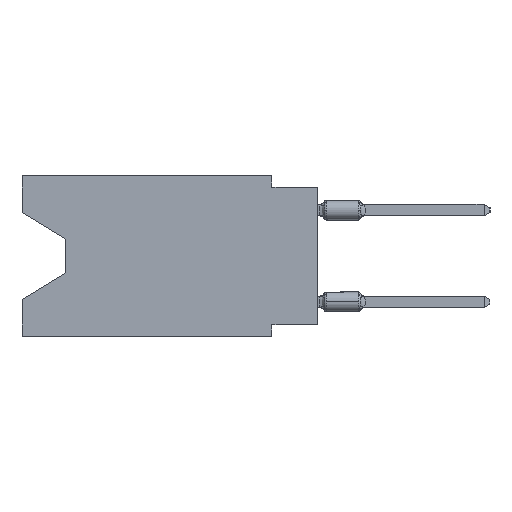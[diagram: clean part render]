
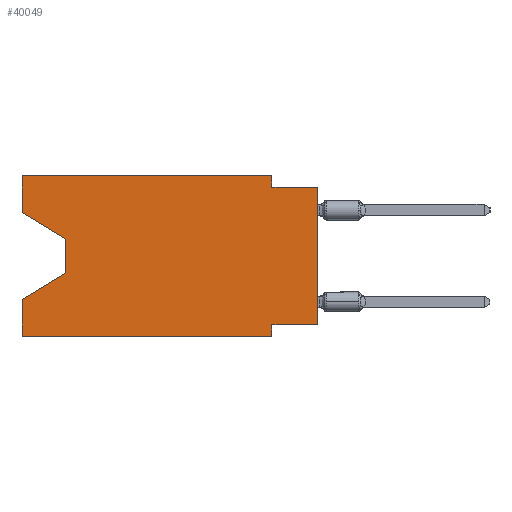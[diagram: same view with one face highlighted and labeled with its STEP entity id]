
A CAD part, left-side view. The second image highlights one B-rep face of the part: STEP entity #40049.
In plain terms, the highlighted planar face has unit normal (-1, 0, 0).
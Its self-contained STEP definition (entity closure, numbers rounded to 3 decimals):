
#654 = CARTESIAN_POINT ( 'NONE',  ( 0., 0., -8.255 ) ) ;
#811 = CARTESIAN_POINT ( 'NONE',  ( 0., 13.97, -3.505 ) ) ;
#1002 = ORIENTED_EDGE ( 'NONE', *, *, #30546, .F. ) ;
#1051 = ORIENTED_EDGE ( 'NONE', *, *, #30195, .T. ) ;
#1326 = CARTESIAN_POINT ( 'NONE',  ( 0., 16.383, 0. ) ) ;
#1570 = ORIENTED_EDGE ( 'NONE', *, *, #32413, .T. ) ;
#2242 = VECTOR ( 'NONE', #3257, 1000. ) ;
#2710 = VERTEX_POINT ( 'NONE', #34402 ) ;
#3257 = DIRECTION ( 'NONE',  ( 0., 1., 0. ) ) ;
#3606 = EDGE_CURVE ( 'NONE', #44789, #25482, #31483, .T. ) ;
#3663 = DIRECTION ( 'NONE',  ( 0., 0., -1. ) ) ;
#3835 = VECTOR ( 'NONE', #7979, 1000. ) ;
#4670 = ORIENTED_EDGE ( 'NONE', *, *, #45495, .T. ) ;
#5910 = CARTESIAN_POINT ( 'NONE',  ( 0., 16.383, 0. ) ) ;
#6687 = PLANE ( 'NONE',  #43087 ) ;
#6926 = CARTESIAN_POINT ( 'NONE',  ( 0., 0., -0.635 ) ) ;
#7979 = DIRECTION ( 'NONE',  ( 0., 0., -1. ) ) ;
#8150 = DIRECTION ( 'NONE',  ( 0., 0., 1. ) ) ;
#8245 = VERTEX_POINT ( 'NONE', #50493 ) ;
#8514 = DIRECTION ( 'NONE',  ( 0., 0., 1. ) ) ;
#8635 = LINE ( 'NONE', #25289, #44901 ) ;
#9398 = CARTESIAN_POINT ( 'NONE',  ( 0., 16.383, 0. ) ) ;
#10154 = EDGE_LOOP ( 'NONE', ( #23063, #4670, #1570, #52115, #16405, #1002, #16721, #1051, #32052, #10976, #48482, #48904 ) ) ;
#10210 = VERTEX_POINT ( 'NONE', #47175 ) ;
#10976 = ORIENTED_EDGE ( 'NONE', *, *, #20729, .F. ) ;
#11462 = CARTESIAN_POINT ( 'NONE',  ( 0., 16.383, -6.852 ) ) ;
#11578 = VECTOR ( 'NONE', #14315, 1000. ) ;
#12100 = EDGE_CURVE ( 'NONE', #50164, #8245, #8635, .T. ) ;
#12526 = LINE ( 'NONE', #29474, #43247 ) ;
#13082 = CARTESIAN_POINT ( 'NONE',  ( 0., 13.97, -5.385 ) ) ;
#13144 = LINE ( 'NONE', #9398, #34084 ) ;
#14189 = DIRECTION ( 'NONE',  ( 0., -1., 0. ) ) ;
#14315 = DIRECTION ( 'NONE',  ( 0., 0., -1. ) ) ;
#16405 = ORIENTED_EDGE ( 'NONE', *, *, #12100, .T. ) ;
#16420 = DIRECTION ( 'NONE',  ( 0., -1., 0. ) ) ;
#16721 = ORIENTED_EDGE ( 'NONE', *, *, #3606, .F. ) ;
#16855 = DIRECTION ( 'NONE',  ( 0., 0.855, -0.519 ) ) ;
#19541 = LINE ( 'NONE', #35930, #22289 ) ;
#19559 = EDGE_CURVE ( 'NONE', #21491, #2710, #51027, .T. ) ;
#20729 = EDGE_CURVE ( 'NONE', #47129, #21491, #24081, .T. ) ;
#21214 = LINE ( 'NONE', #1326, #22658 ) ;
#21491 = VERTEX_POINT ( 'NONE', #45125 ) ;
#21744 = CARTESIAN_POINT ( 'NONE',  ( 0., 13.97, -5.385 ) ) ;
#21806 = CARTESIAN_POINT ( 'NONE',  ( 0., 16.383, 0. ) ) ;
#21879 = EDGE_CURVE ( 'NONE', #10210, #35869, #19541, .T. ) ;
#22289 = VECTOR ( 'NONE', #52336, 1000. ) ;
#22300 = DIRECTION ( 'NONE',  ( 0., 0., -1. ) ) ;
#22658 = VECTOR ( 'NONE', #41892, 1000. ) ;
#23063 = ORIENTED_EDGE ( 'NONE', *, *, #21879, .T. ) ;
#23081 = DIRECTION ( 'NONE',  ( 1., 0., 0. ) ) ;
#24081 = LINE ( 'NONE', #40472, #39339 ) ;
#25289 = CARTESIAN_POINT ( 'NONE',  ( 0., 16.383, -8.89 ) ) ;
#25482 = VERTEX_POINT ( 'NONE', #32440 ) ;
#26439 = VECTOR ( 'NONE', #14189, 1000. ) ;
#26935 = CARTESIAN_POINT ( 'NONE',  ( 0., 2.54, -8.89 ) ) ;
#27895 = VECTOR ( 'NONE', #8150, 1000. ) ;
#29474 = CARTESIAN_POINT ( 'NONE',  ( 0., 16.383, 0. ) ) ;
#30195 = EDGE_CURVE ( 'NONE', #44789, #2710, #31555, .T. ) ;
#30546 = EDGE_CURVE ( 'NONE', #25482, #8245, #43069, .T. ) ;
#31483 = LINE ( 'NONE', #40058, #2242 ) ;
#31555 = LINE ( 'NONE', #49007, #27895 ) ;
#32052 = ORIENTED_EDGE ( 'NONE', *, *, #19559, .F. ) ;
#32413 = EDGE_CURVE ( 'NONE', #36142, #48744, #34069, .T. ) ;
#32440 = CARTESIAN_POINT ( 'NONE',  ( 0., 2.54, -8.255 ) ) ;
#34069 = LINE ( 'NONE', #13082, #38378 ) ;
#34084 = VECTOR ( 'NONE', #37876, 1000. ) ;
#34177 = CARTESIAN_POINT ( 'NONE',  ( 0., 16.383, -8.89 ) ) ;
#34402 = CARTESIAN_POINT ( 'NONE',  ( 0., 0., -0.635 ) ) ;
#35869 = VERTEX_POINT ( 'NONE', #811 ) ;
#35930 = CARTESIAN_POINT ( 'NONE',  ( 0., 16.383, -2.038 ) ) ;
#36142 = VERTEX_POINT ( 'NONE', #21744 ) ;
#37876 = DIRECTION ( 'NONE',  ( 0., -1., 0. ) ) ;
#38378 = VECTOR ( 'NONE', #16855, 1000. ) ;
#39339 = VECTOR ( 'NONE', #3663, 1000. ) ;
#40049 = ADVANCED_FACE ( 'NONE', ( #42727 ), #6687, .F. ) ;
#40058 = CARTESIAN_POINT ( 'NONE',  ( 0., 0., -8.255 ) ) ;
#40472 = CARTESIAN_POINT ( 'NONE',  ( 0., 2.54, 0. ) ) ;
#40691 = EDGE_CURVE ( 'NONE', #50164, #48744, #21214, .T. ) ;
#41892 = DIRECTION ( 'NONE',  ( 0., 0., 1. ) ) ;
#42158 = VERTEX_POINT ( 'NONE', #21806 ) ;
#42727 = FACE_OUTER_BOUND ( 'NONE', #10154, .T. ) ;
#43069 = LINE ( 'NONE', #26935, #11578 ) ;
#43087 = AXIS2_PLACEMENT_3D ( 'NONE', #5910, #23081, #22300 ) ;
#43247 = VECTOR ( 'NONE', #8514, 1000. ) ;
#44789 = VERTEX_POINT ( 'NONE', #654 ) ;
#44795 = CARTESIAN_POINT ( 'NONE',  ( 0., 13.97, -3.505 ) ) ;
#44901 = VECTOR ( 'NONE', #16420, 1000. ) ;
#45125 = CARTESIAN_POINT ( 'NONE',  ( 0., 2.54, -0.635 ) ) ;
#45495 = EDGE_CURVE ( 'NONE', #35869, #36142, #51571, .T. ) ;
#47129 = VERTEX_POINT ( 'NONE', #52744 ) ;
#47175 = CARTESIAN_POINT ( 'NONE',  ( 0., 16.383, -2.038 ) ) ;
#47602 = EDGE_CURVE ( 'NONE', #42158, #47129, #13144, .T. ) ;
#48482 = ORIENTED_EDGE ( 'NONE', *, *, #47602, .F. ) ;
#48744 = VERTEX_POINT ( 'NONE', #11462 ) ;
#48904 = ORIENTED_EDGE ( 'NONE', *, *, #51114, .F. ) ;
#49007 = CARTESIAN_POINT ( 'NONE',  ( 0., 0., 0. ) ) ;
#50164 = VERTEX_POINT ( 'NONE', #34177 ) ;
#50493 = CARTESIAN_POINT ( 'NONE',  ( 0., 2.54, -8.89 ) ) ;
#51027 = LINE ( 'NONE', #6926, #26439 ) ;
#51114 = EDGE_CURVE ( 'NONE', #10210, #42158, #12526, .T. ) ;
#51571 = LINE ( 'NONE', #44795, #3835 ) ;
#52115 = ORIENTED_EDGE ( 'NONE', *, *, #40691, .F. ) ;
#52336 = DIRECTION ( 'NONE',  ( 0., -0.855, -0.519 ) ) ;
#52744 = CARTESIAN_POINT ( 'NONE',  ( 0., 2.54, 0. ) ) ;
